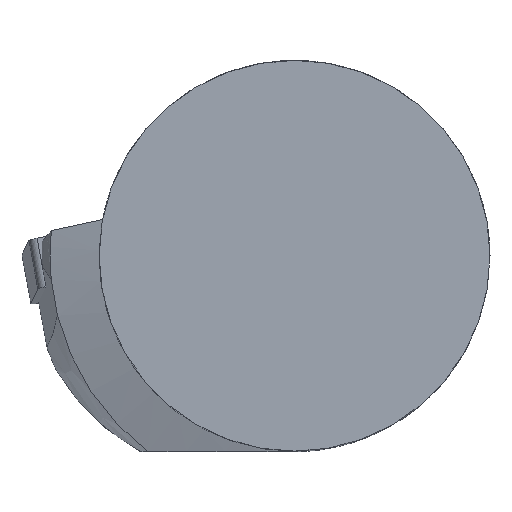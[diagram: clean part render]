
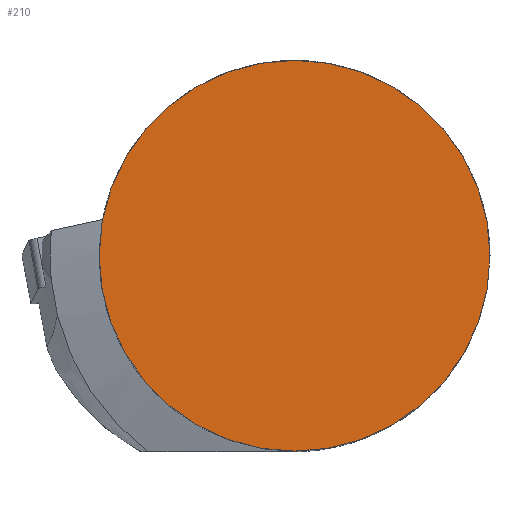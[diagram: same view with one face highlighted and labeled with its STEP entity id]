
A CAD part, top view. The second image highlights one B-rep face of the part: STEP entity #210.
In plain terms, the highlighted planar face has unit normal (0, 0, 1).
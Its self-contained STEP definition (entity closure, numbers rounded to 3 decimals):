
#128=PLANE('',#1078);
#166=FACE_OUTER_BOUND('',#290,.T.);
#210=ADVANCED_FACE('',(#166),#128,.T.);
#290=EDGE_LOOP('',(#548));
#309=CIRCLE('',#1019,25.);
#548=ORIENTED_EDGE('',*,*,#701,.T.);
#619=VERTEX_POINT('',#1468);
#701=EDGE_CURVE('',#619,#619,#309,.T.);
#1019=AXIS2_PLACEMENT_3D('',#1467,#1136,#1137);
#1078=AXIS2_PLACEMENT_3D('',#1649,#1299,#1300);
#1136=DIRECTION('',(0.,0.,1.));
#1137=DIRECTION('',(1.,0.,0.));
#1299=DIRECTION('',(0.,0.,1.));
#1300=DIRECTION('',(1.,0.,0.));
#1467=CARTESIAN_POINT('',(0.,0.,0.));
#1468=CARTESIAN_POINT('',(25.,0.,0.));
#1649=CARTESIAN_POINT('',(0.,0.,0.));
